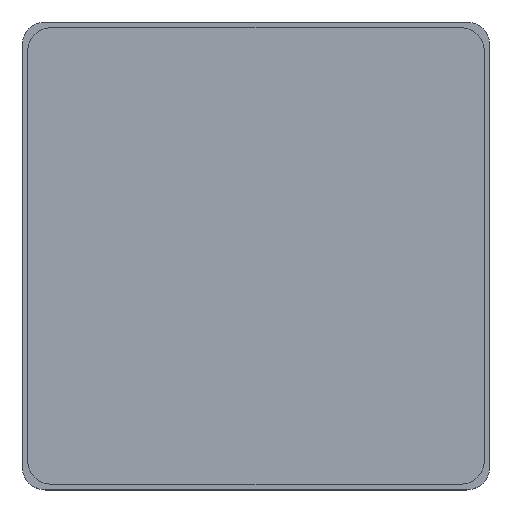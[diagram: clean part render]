
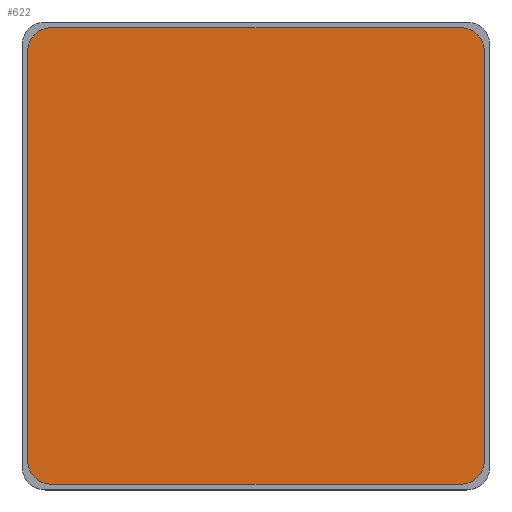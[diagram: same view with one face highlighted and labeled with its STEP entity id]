
A CAD part, top view. The second image highlights one B-rep face of the part: STEP entity #622.
In plain terms, the highlighted planar face has unit normal (0, 0, 1).
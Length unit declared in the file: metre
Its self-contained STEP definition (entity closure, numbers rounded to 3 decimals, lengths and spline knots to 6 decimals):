
#50=CIRCLE('',#686,0.005);
#51=CIRCLE('',#689,0.005);
#52=CIRCLE('',#692,0.005);
#53=CIRCLE('',#695,0.005);
#206=ORIENTED_EDGE('',*,*,#305,.F.);
#207=ORIENTED_EDGE('',*,*,#308,.T.);
#208=ORIENTED_EDGE('',*,*,#310,.F.);
#209=ORIENTED_EDGE('',*,*,#312,.T.);
#210=ORIENTED_EDGE('',*,*,#314,.T.);
#211=ORIENTED_EDGE('',*,*,#316,.T.);
#212=ORIENTED_EDGE('',*,*,#318,.T.);
#213=ORIENTED_EDGE('',*,*,#319,.T.);
#305=EDGE_CURVE('',#376,#377,#431,.T.);
#308=EDGE_CURVE('',#376,#378,#50,.T.);
#310=EDGE_CURVE('',#379,#378,#435,.T.);
#312=EDGE_CURVE('',#379,#380,#51,.T.);
#314=EDGE_CURVE('',#380,#381,#438,.T.);
#316=EDGE_CURVE('',#381,#382,#52,.T.);
#318=EDGE_CURVE('',#382,#383,#441,.T.);
#319=EDGE_CURVE('',#383,#377,#53,.T.);
#376=VERTEX_POINT('',#1032);
#377=VERTEX_POINT('',#1034);
#378=VERTEX_POINT('',#1038);
#379=VERTEX_POINT('',#1042);
#380=VERTEX_POINT('',#1046);
#381=VERTEX_POINT('',#1050);
#382=VERTEX_POINT('',#1054);
#383=VERTEX_POINT('',#1058);
#431=LINE('',#1033,#493);
#435=LINE('',#1043,#497);
#438=LINE('',#1051,#500);
#441=LINE('',#1059,#503);
#493=VECTOR('',#839,1.);
#497=VECTOR('',#849,1.);
#500=VECTOR('',#858,1.);
#503=VECTOR('',#867,1.);
#536=EDGE_LOOP('',(#206,#207,#208,#209,#210,#211,#212,#213));
#570=FACE_BOUND('',#536,.T.);
#591=PLANE('',#696);
#622=ADVANCED_FACE('',(#570),#591,.T.);
#686=AXIS2_PLACEMENT_3D('',#1039,#844,#845);
#689=AXIS2_PLACEMENT_3D('',#1047,#853,#854);
#692=AXIS2_PLACEMENT_3D('',#1055,#862,#863);
#695=AXIS2_PLACEMENT_3D('',#1061,#870,#871);
#696=AXIS2_PLACEMENT_3D('',#1062,#872,#873);
#839=DIRECTION('',(0.,-1.,0.));
#844=DIRECTION('',(0.,0.,1.));
#845=DIRECTION('',(1.,0.,0.));
#849=DIRECTION('',(1.,0.,0.));
#853=DIRECTION('',(0.,0.,1.));
#854=DIRECTION('',(1.,0.,0.));
#858=DIRECTION('',(0.,-1.,0.));
#862=DIRECTION('',(0.,0.,1.));
#863=DIRECTION('',(1.,0.,0.));
#867=DIRECTION('',(1.,0.,0.));
#870=DIRECTION('',(0.,0.,1.));
#871=DIRECTION('',(1.,0.,0.));
#872=DIRECTION('',(0.,0.,1.));
#873=DIRECTION('',(1.,0.,0.));
#1032=CARTESIAN_POINT('',(0.097,-0.003,0.0142));
#1033=CARTESIAN_POINT('',(0.097,-0.0475,0.0142));
#1034=CARTESIAN_POINT('',(0.097,-0.092,0.0142));
#1038=CARTESIAN_POINT('',(0.092,0.002,0.0142));
#1039=CARTESIAN_POINT('',(0.092,-0.003,0.0142));
#1042=CARTESIAN_POINT('',(0.003,0.002,0.0142));
#1043=CARTESIAN_POINT('',(0.0475,0.002,0.0142));
#1046=CARTESIAN_POINT('',(-0.002,-0.003,0.0142));
#1047=CARTESIAN_POINT('',(0.003,-0.003,0.0142));
#1050=CARTESIAN_POINT('',(-0.002,-0.092,0.0142));
#1051=CARTESIAN_POINT('',(-0.002,-0.0475,0.0142));
#1054=CARTESIAN_POINT('',(0.003,-0.097,0.0142));
#1055=CARTESIAN_POINT('',(0.003,-0.092,0.0142));
#1058=CARTESIAN_POINT('',(0.092,-0.097,0.0142));
#1059=CARTESIAN_POINT('',(0.0475,-0.097,0.0142));
#1061=CARTESIAN_POINT('',(0.092,-0.092,0.0142));
#1062=CARTESIAN_POINT('',(0.0475,-0.0475,0.0142));
